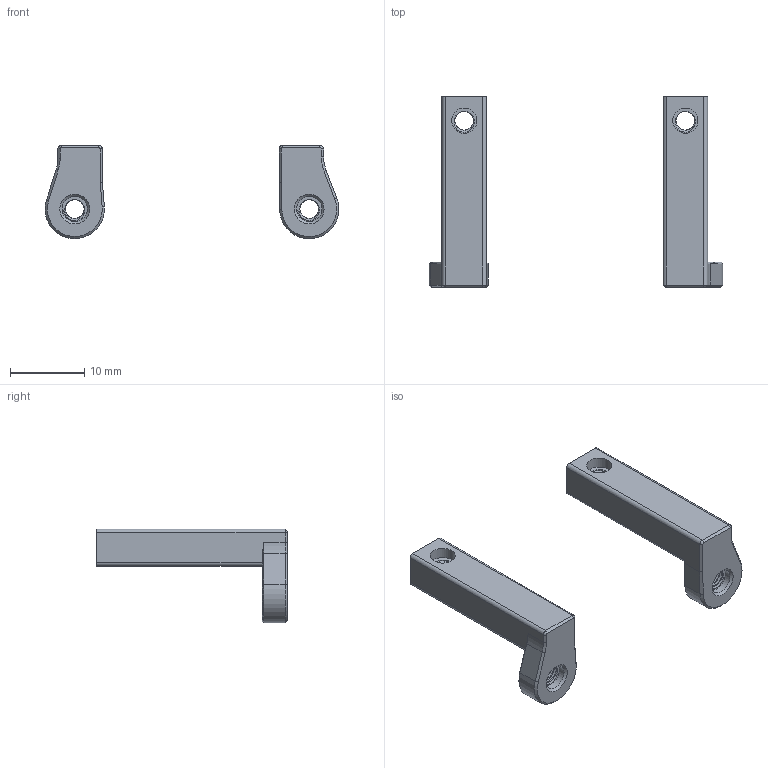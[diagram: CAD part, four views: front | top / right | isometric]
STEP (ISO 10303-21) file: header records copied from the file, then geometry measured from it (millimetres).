
FILE_DESCRIPTION(/* description */ (''),/* implementation_level */ '2;1');
FILE_NAME(/* name */ 'Mammoth-Beacon_Mounts.step',/* time_stamp */ '2023-06-11T00:12:25+02:00',/* author */ (''),/* organization */ (''),/* preprocessor_version */ 'ST-DEVELOPER v19.2',/* originating_system */ 'Autodesk Translation Framework v12.6.0.85',/* authorisation */ '');
FILE_SCHEMA (('AUTOMOTIVE_DESIGN { 1 0 10303 214 3 1 1 }'));
Length unit declared in the file: millimetre
Products named in the file (2): Mammoth_V3_Print-Version; Beacon Mounts
Assembly tree (1 placements, depth 2):
  Mammoth_V3_Print-Version
    Beacon Mounts
Bounding box: 39.6 x 25.69 x 12.6 mm (x, y, z)
Volume: 1733.7 mm3; surface area: 2193.1 mm2
Topology: 6 solids, 6 shells, 164 faces, 418 edges, 270 vertices
Faces by surface type: plane 84, cylinder 58, cone 14, bspline 8
Full cylindrical faces by diameter (mm): 2.529 x4, 3.086 x4, 3.4 x6
Entity records: 9135 total; most frequent: CARTESIAN_POINT 4123, ORIENTED_EDGE 836, DIRECTION 705, EDGE_CURVE 418, VERTEX_POINT 270, LINE 253, VECTOR 253, AXIS2_PLACEMENT_3D 226
